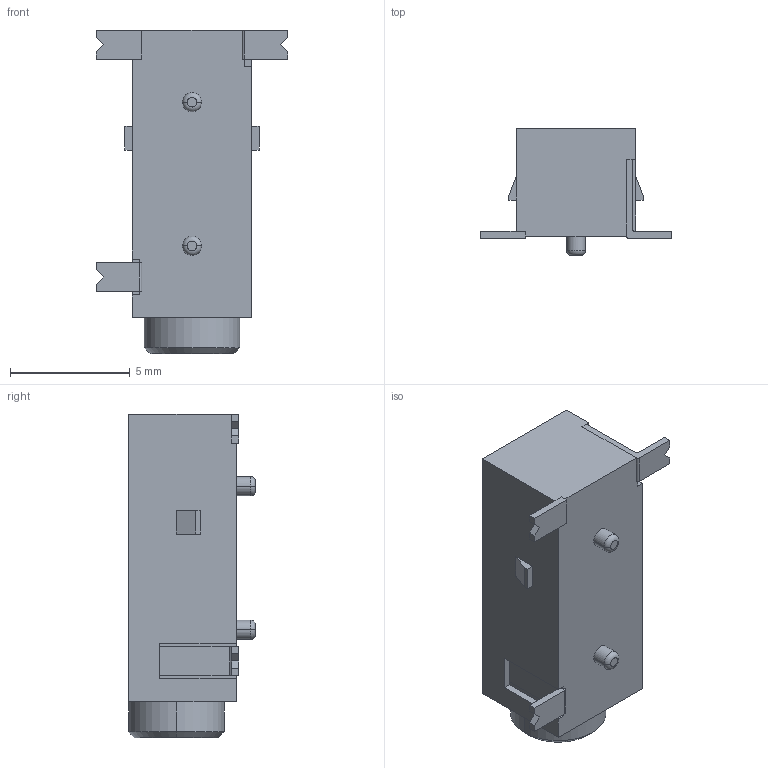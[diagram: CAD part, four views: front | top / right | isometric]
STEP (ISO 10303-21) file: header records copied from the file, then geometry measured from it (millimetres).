
FILE_DESCRIPTION (( 'STEP AP214' ), '1' );
FILE_NAME ('CUI_MJ-2523-SMT-TR.step', '2018-03-02T20:20:53', ( '' ), ( '' ), 'SwSTEP 2.0', 'SolidWorks 2018', '' );
FILE_SCHEMA (( 'AUTOMOTIVE_DESIGN' ));
Length unit declared in the file: millimetre
Products named in the file (1): CUI_MJ-2523-SMT-TR
Bounding box: 8 x 5.3 x 13.5 mm (x, y, z)
Volume: 281.1 mm3; surface area: 325.2 mm2
Topology: 1 solids, 1 shells, 73 faces, 187 edges, 121 vertices
Faces by surface type: plane 55, cylinder 12, torus 4, cone 2
Entity records: 2563 total; most frequent: CARTESIAN_POINT 382, ORIENTED_EDGE 374, DIRECTION 370, EDGE_CURVE 187, VECTOR 152, LINE 152, VERTEX_POINT 121, AXIS2_PLACEMENT_3D 109
